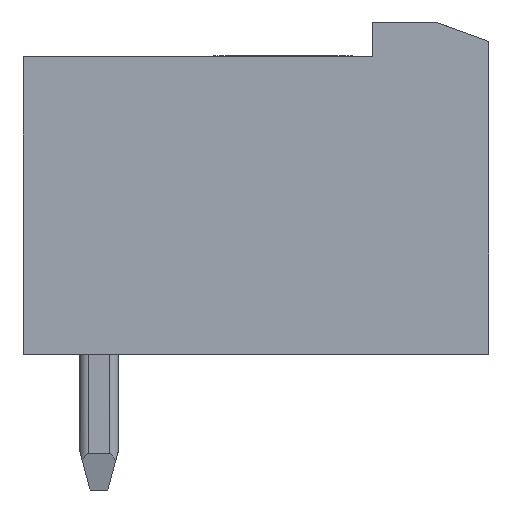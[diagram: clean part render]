
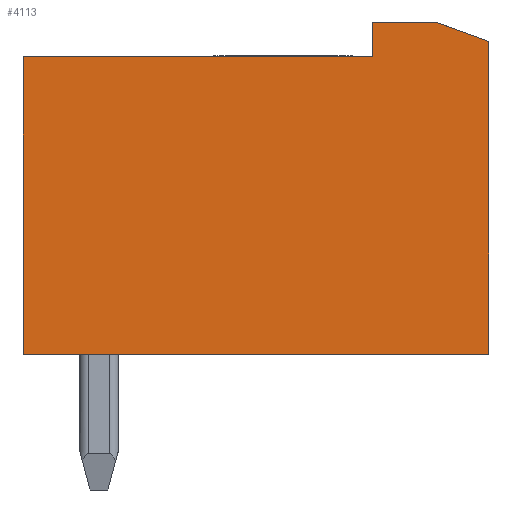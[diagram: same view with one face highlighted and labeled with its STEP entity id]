
A CAD part, left-side view. The second image highlights one B-rep face of the part: STEP entity #4113.
In plain terms, the highlighted planar face has unit normal (-1, 0, 0).
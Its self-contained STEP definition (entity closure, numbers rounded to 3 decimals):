
#4113=ADVANCED_FACE('',(#10006),#10007,.T.);
#5637=VERTEX_POINT('',#11934);
#5641=VERTEX_POINT('',#11938);
#5643=EDGE_CURVE('',#5641,#5637,#11940,.F.);
#5721=VERTEX_POINT('',#12021);
#5725=VERTEX_POINT('',#12025);
#5727=EDGE_CURVE('',#5721,#5725,#12027,.F.);
#5793=VERTEX_POINT('',#12094);
#5797=EDGE_CURVE('',#5641,#5793,#12098,.T.);
#5825=VERTEX_POINT('',#12127);
#5829=VERTEX_POINT('',#12131);
#5831=EDGE_CURVE('',#5829,#5825,#12133,.F.);
#5867=EDGE_CURVE('',#5637,#5725,#12169,.F.);
#5879=EDGE_CURVE('',#5793,#5825,#12181,.T.);
#5939=EDGE_CURVE('',#5721,#5829,#12241,.F.);
#10006=FACE_OUTER_BOUND('',#21918,.T.);
#10007=PLANE('',#21919);
#11934=CARTESIAN_POINT('',(0.,12.0,7.67));
#11938=CARTESIAN_POINT('',(0.0,3.,7.67));
#11940=LINE('',#24419,#24420);
#12021=CARTESIAN_POINT('',(0.,0.,0.));
#12025=CARTESIAN_POINT('',(0.0,12.,0.));
#12027=LINE('',#24556,#24557);
#12094=CARTESIAN_POINT('',(0.,3.,8.57));
#12098=LINE('',#24666,#24667);
#12127=CARTESIAN_POINT('',(0.,1.374,8.57));
#12131=CARTESIAN_POINT('',(0.,0.,8.07));
#12133=LINE('',#24723,#24724);
#12169=LINE('',#24783,#24784);
#12181=LINE('',#24804,#24805);
#12241=LINE('',#24902,#24903);
#21918=EDGE_LOOP('',(#31678,#31679,#31680,#31681,#31682,#31683,#31684));
#21919=AXIS2_PLACEMENT_3D('',#31685,#31686,#31687);
#24419=CARTESIAN_POINT('',(0.,12.269,7.67));
#24420=VECTOR('',#35054,1.0);
#24556=CARTESIAN_POINT('',(0.,6.0,0.));
#24557=VECTOR('',#35084,1.0);
#24666=CARTESIAN_POINT('',(0.0,3.,8.695));
#24667=VECTOR('',#35116,1.0);
#24723=CARTESIAN_POINT('',(0.0,5.529,10.082));
#24724=VECTOR('',#35127,1.0);
#24783=CARTESIAN_POINT('',(0.,12.0,4.296));
#24784=VECTOR('',#35149,1.0);
#24804=CARTESIAN_POINT('',(0.,6.817,8.57));
#24805=VECTOR('',#35157,1.0);
#24902=CARTESIAN_POINT('',(0.,0.,8.534));
#24903=VECTOR('',#35181,1.0);
#31678=ORIENTED_EDGE('',*,*,#5727,.F.);
#31679=ORIENTED_EDGE('',*,*,#5939,.T.);
#31680=ORIENTED_EDGE('',*,*,#5831,.T.);
#31681=ORIENTED_EDGE('',*,*,#5879,.F.);
#31682=ORIENTED_EDGE('',*,*,#5797,.F.);
#31683=ORIENTED_EDGE('',*,*,#5643,.T.);
#31684=ORIENTED_EDGE('',*,*,#5867,.T.);
#31685=CARTESIAN_POINT('',(0.,12.306,8.791));
#31686=DIRECTION('',(-1.0,0.,0.));
#31687=DIRECTION('',(0.,0.0,1.0));
#35054=DIRECTION('',(0.,-1.0,0.));
#35084=DIRECTION('',(0.,-1.0,0.));
#35116=DIRECTION('',(0.,0.,1.0));
#35127=DIRECTION('',(0.,-0.94,-0.342));
#35149=DIRECTION('',(0.,0.,1.0));
#35157=DIRECTION('',(0.,-1.0,-0.0));
#35181=DIRECTION('',(0.,0.,-1.0));
